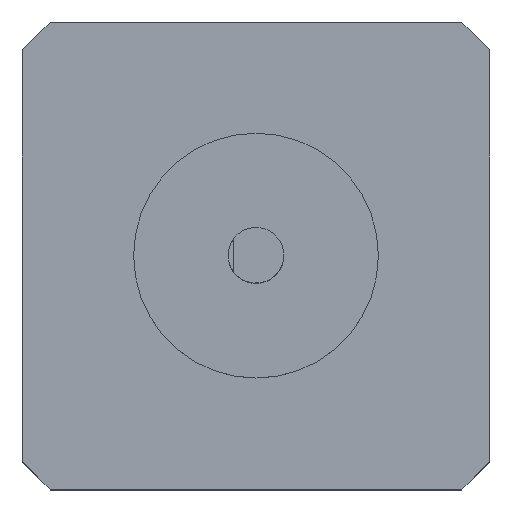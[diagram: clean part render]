
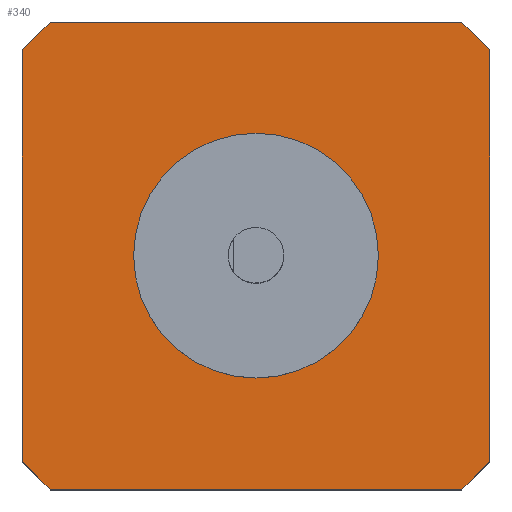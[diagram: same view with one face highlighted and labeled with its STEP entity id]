
A CAD part, top view. The second image highlights one B-rep face of the part: STEP entity #340.
In plain terms, the highlighted planar face has unit normal (0, 0, 1).
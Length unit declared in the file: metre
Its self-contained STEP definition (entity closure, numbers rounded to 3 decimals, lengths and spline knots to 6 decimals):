
#19=LINE('',#536,#47);
#25=LINE('',#550,#53);
#29=LINE('',#559,#57);
#31=LINE('',#563,#59);
#35=LINE('',#574,#63);
#36=LINE('',#575,#64);
#37=LINE('',#576,#65);
#38=LINE('',#577,#66);
#47=VECTOR('',#438,1.);
#53=VECTOR('',#446,1.);
#57=VECTOR('',#452,1.);
#59=VECTOR('',#456,1.);
#63=VECTOR('',#464,1.);
#64=VECTOR('',#465,1.);
#65=VECTOR('',#466,1.);
#66=VECTOR('',#467,1.);
#100=ORIENTED_EDGE('',*,*,#182,.F.);
#101=ORIENTED_EDGE('',*,*,#176,.T.);
#102=ORIENTED_EDGE('',*,*,#183,.T.);
#103=ORIENTED_EDGE('',*,*,#178,.F.);
#104=ORIENTED_EDGE('',*,*,#184,.T.);
#105=ORIENTED_EDGE('',*,*,#166,.F.);
#106=ORIENTED_EDGE('',*,*,#185,.T.);
#107=ORIENTED_EDGE('',*,*,#172,.T.);
#108=ORIENTED_EDGE('',*,*,#186,.T.);
#166=EDGE_CURVE('',#207,#208,#19,.T.);
#172=EDGE_CURVE('',#214,#213,#25,.T.);
#176=EDGE_CURVE('',#218,#217,#29,.T.);
#178=EDGE_CURVE('',#219,#220,#31,.T.);
#182=EDGE_CURVE('',#223,#223,#237,.T.);
#183=EDGE_CURVE('',#217,#220,#35,.T.);
#184=EDGE_CURVE('',#219,#208,#36,.F.);
#185=EDGE_CURVE('',#207,#214,#37,.T.);
#186=EDGE_CURVE('',#213,#218,#38,.F.);
#207=VERTEX_POINT('',#537);
#208=VERTEX_POINT('',#538);
#213=VERTEX_POINT('',#549);
#214=VERTEX_POINT('',#551);
#217=VERTEX_POINT('',#558);
#218=VERTEX_POINT('',#560);
#219=VERTEX_POINT('',#564);
#220=VERTEX_POINT('',#565);
#223=VERTEX_POINT('',#573);
#237=CIRCLE('',#387,0.011);
#254=EDGE_LOOP('',(#100));
#255=EDGE_LOOP('',(#101,#102,#103,#104,#105,#106,#107,#108));
#290=FACE_BOUND('',#254,.T.);
#291=FACE_BOUND('',#255,.T.);
#318=PLANE('',#386);
#340=ADVANCED_FACE('',(#290,#291),#318,.T.);
#386=AXIS2_PLACEMENT_3D('',#571,#460,#461);
#387=AXIS2_PLACEMENT_3D('',#572,#462,#463);
#438=DIRECTION('',(-1.,0.,0.));
#446=DIRECTION('',(0.,1.,0.));
#452=DIRECTION('',(-1.,0.,0.));
#456=DIRECTION('',(0.,1.,0.));
#460=DIRECTION('',(0.,0.,1.));
#461=DIRECTION('',(1.,0.,0.));
#462=DIRECTION('',(0.,0.,1.));
#463=DIRECTION('',(1.,0.,0.));
#464=DIRECTION('',(-0.707,-0.707,0.));
#465=DIRECTION('',(-0.707,0.707,0.));
#466=DIRECTION('',(0.707,0.707,0.));
#467=DIRECTION('',(0.707,-0.707,0.));
#536=CARTESIAN_POINT('',(-0.021,0.,0.034));
#537=CARTESIAN_POINT('',(-0.0025,0.,0.034));
#538=CARTESIAN_POINT('',(-0.0395,0.,0.034));
#549=CARTESIAN_POINT('',(0.,0.0395,0.034));
#550=CARTESIAN_POINT('',(0.,0.021,0.034));
#551=CARTESIAN_POINT('',(0.,0.0025,0.034));
#558=CARTESIAN_POINT('',(-0.0395,0.042,0.034));
#559=CARTESIAN_POINT('',(-0.021,0.042,0.034));
#560=CARTESIAN_POINT('',(-0.0025,0.042,0.034));
#563=CARTESIAN_POINT('',(-0.042,0.021,0.034));
#564=CARTESIAN_POINT('',(-0.042,0.0025,0.034));
#565=CARTESIAN_POINT('',(-0.042,0.0395,0.034));
#571=CARTESIAN_POINT('',(-0.021,0.021,0.034));
#572=CARTESIAN_POINT('',(-0.021,0.021,0.034));
#573=CARTESIAN_POINT('',(-0.01,0.021,0.034));
#574=CARTESIAN_POINT('',(-0.04075,0.04075,0.034));
#575=CARTESIAN_POINT('',(-0.04075,0.00125,0.034));
#576=CARTESIAN_POINT('',(-0.00125,0.00125,0.034));
#577=CARTESIAN_POINT('',(-0.00125,0.04075,0.034));
